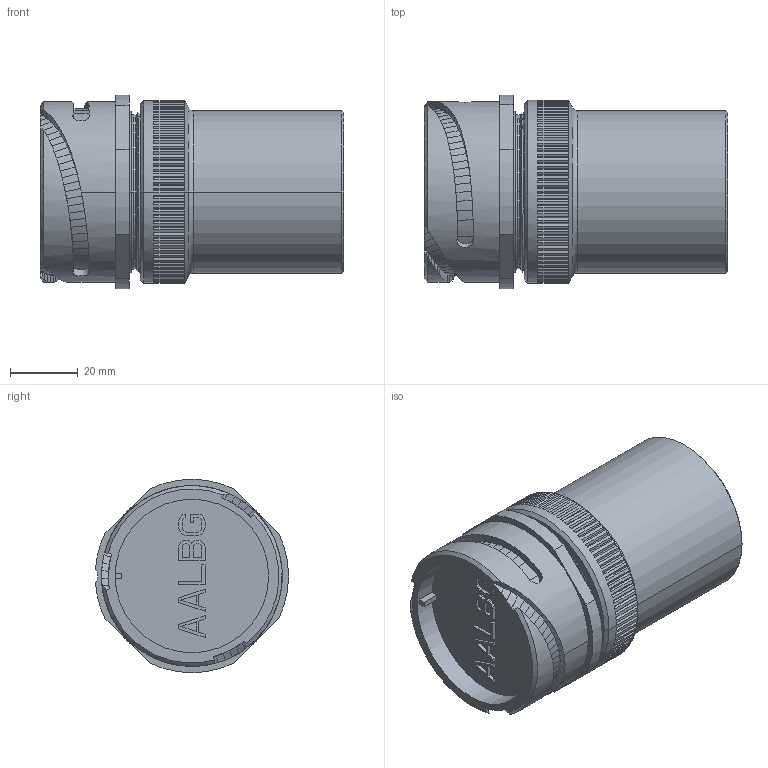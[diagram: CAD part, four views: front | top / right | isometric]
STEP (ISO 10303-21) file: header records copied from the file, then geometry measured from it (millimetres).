
FILE_DESCRIPTION((''),'2;1');
FILE_NAME('VG95234_3101PGPM-32_SW0001','2023-03-22T13:52:05',('paultorloting'),('NET AG system integration'),'CREO PARAMETRIC BY PTC INC, 2021404','CREO PARAMETRIC BY PTC INC, 2021404','');
FILE_SCHEMA(('AUTOMOTIVE_DESIGN { 1 0 10303 214 1 1 1 1 }'));
Length unit declared in the file: millimetre
Products named in the file (1): VG95234_3101PGPM-32_SW0001
Bounding box: 89.51 x 57.03 x 57.1 mm (x, y, z)
Volume: 149028.9 mm3; surface area: 33766.4 mm2
Topology: 1 solids, 2 shells, 920 faces, 2334 edges, 1445 vertices
Faces by surface type: plane 632, bspline 216, cylinder 47, cone 19, torus 6
Entity records: 37304 total; most frequent: CARTESIAN_POINT 11312, ORIENTED_EDGE 4668, DIRECTION 3764, EDGE_CURVE 2334, VECTOR 1595, LINE 1595, VERTEX_POINT 1445, AXIS2_PLACEMENT_3D 1083
